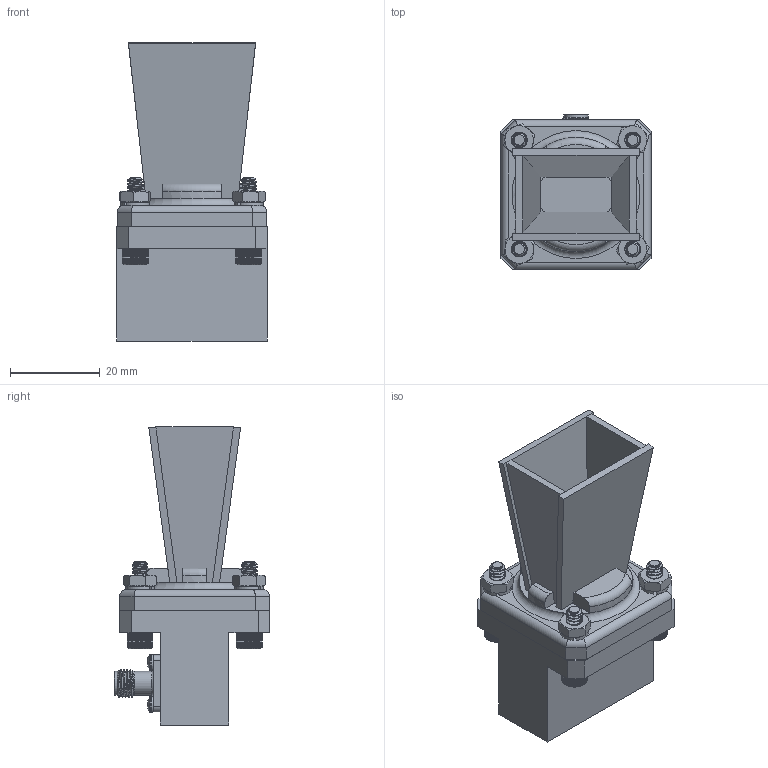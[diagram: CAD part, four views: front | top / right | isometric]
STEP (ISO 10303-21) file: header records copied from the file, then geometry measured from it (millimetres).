
FILE_DESCRIPTION (( 'STEP AP214' ), '1' );
FILE_NAME ('FM9854B-SF-10_3D.STEP', '2021-03-11T17:46:16', ( '' ), ( '' ), 'SwSTEP 2.0', 'SolidWorks 2020', '' );
FILE_SCHEMA (( 'AUTOMOTIVE_DESIGN' ));
Length unit declared in the file: inch
Products named in the file (6): FM9854B-SF-10_3D; 6-32HN-NARROW_90730A007; PE9803; PE9854B-10; 6-LW; 6-32SH-HXx.625_92196A150
Assembly tree (14 placements, depth 2):
  FM9854B-SF-10_3D
    PE9803
    PE9854B-10
    6-32SH-HXx.625_92196A150  x4
    6-32HN-NARROW_90730A007  x4
    6-LW  x4
Bounding box: 33.38 x 34.57 x 66.29 mm (x, y, z)
Volume: 23983.4 mm3; surface area: 17203.8 mm2
Topology: 14 solids, 18 shells, 1268 faces, 3012 edges, 1802 vertices
Faces by surface type: plane 726, cone 357, cylinder 132, bspline 47, torus 6
Full cylindrical faces by diameter (mm): 0.914 x1, 1.168 x2, 1.524 x20, 3.616 x4, 3.658 x4, 3.785 x4, 4.597 x1, 5.359 x2, 25.4 x1
Entity records: 23158 total; most frequent: CARTESIAN_POINT 11026, ORIENTED_EDGE 2598, DIRECTION 2032, EDGE_CURVE 1299, VERTEX_POINT 827, AXIS2_PLACEMENT_3D 761, EDGE_LOOP 622, FACE_OUTER_BOUND 578
